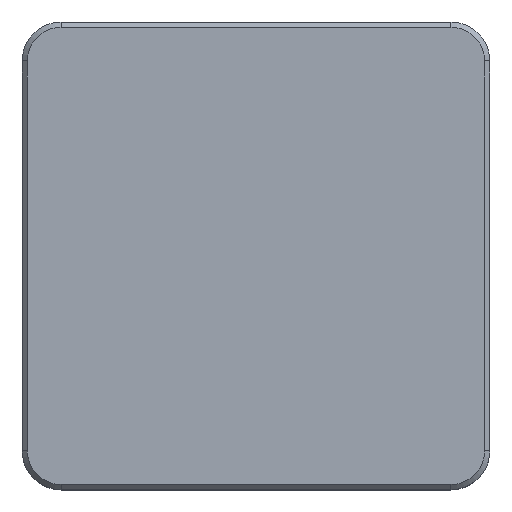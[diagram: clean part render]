
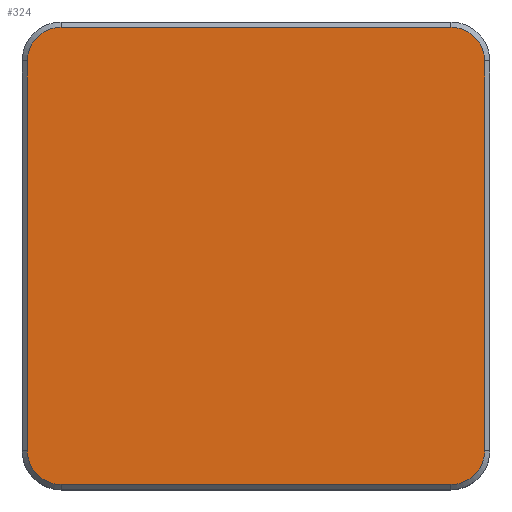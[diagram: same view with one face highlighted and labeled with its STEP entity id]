
A CAD part, top view. The second image highlights one B-rep face of the part: STEP entity #324.
In plain terms, the highlighted planar face has unit normal (0, 0, 1).
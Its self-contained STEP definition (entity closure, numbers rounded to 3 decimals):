
#95 = VERTEX_POINT('',#96);
#96 = CARTESIAN_POINT('',(-8.8,7.5,6.15));
#102 = EDGE_CURVE('',#95,#103,#105,.T.);
#103 = VERTEX_POINT('',#104);
#104 = CARTESIAN_POINT('',(-8.8,-7.5,6.15));
#105 = LINE('',#106,#107);
#106 = CARTESIAN_POINT('',(-8.8,7.5,6.15));
#107 = VECTOR('',#108,1.);
#108 = DIRECTION('',(0.,-1.,0.));
#304 = VERTEX_POINT('',#305);
#305 = CARTESIAN_POINT('',(-7.5,8.8,6.15));
#311 = EDGE_CURVE('',#304,#95,#312,.T.);
#312 = CIRCLE('',#313,1.3);
#313 = AXIS2_PLACEMENT_3D('',#314,#315,#316);
#314 = CARTESIAN_POINT('',(-7.5,7.5,6.15));
#315 = DIRECTION('',(0.,-0.,1.));
#316 = DIRECTION('',(0.,1.,0.));
#324 = ADVANCED_FACE('',(#325),#378,.T.);
#325 = FACE_BOUND('',#326,.T.);
#326 = EDGE_LOOP('',(#327,#337,#346,#354,#363,#369,#370,#371));
#327 = ORIENTED_EDGE('',*,*,#328,.T.);
#328 = EDGE_CURVE('',#329,#331,#333,.T.);
#329 = VERTEX_POINT('',#330);
#330 = CARTESIAN_POINT('',(-7.5,-8.8,6.15));
#331 = VERTEX_POINT('',#332);
#332 = CARTESIAN_POINT('',(7.5,-8.8,6.15));
#333 = LINE('',#334,#335);
#334 = CARTESIAN_POINT('',(-7.5,-8.8,6.15));
#335 = VECTOR('',#336,1.);
#336 = DIRECTION('',(1.,0.,0.));
#337 = ORIENTED_EDGE('',*,*,#338,.T.);
#338 = EDGE_CURVE('',#331,#339,#341,.T.);
#339 = VERTEX_POINT('',#340);
#340 = CARTESIAN_POINT('',(8.8,-7.5,6.15));
#341 = CIRCLE('',#342,1.3);
#342 = AXIS2_PLACEMENT_3D('',#343,#344,#345);
#343 = CARTESIAN_POINT('',(7.5,-7.5,6.15));
#344 = DIRECTION('',(-0.,0.,1.));
#345 = DIRECTION('',(0.,-1.,0.));
#346 = ORIENTED_EDGE('',*,*,#347,.T.);
#347 = EDGE_CURVE('',#339,#348,#350,.T.);
#348 = VERTEX_POINT('',#349);
#349 = CARTESIAN_POINT('',(8.8,7.5,6.15));
#350 = LINE('',#351,#352);
#351 = CARTESIAN_POINT('',(8.8,-7.5,6.15));
#352 = VECTOR('',#353,1.);
#353 = DIRECTION('',(0.,1.,0.));
#354 = ORIENTED_EDGE('',*,*,#355,.T.);
#355 = EDGE_CURVE('',#348,#356,#358,.T.);
#356 = VERTEX_POINT('',#357);
#357 = CARTESIAN_POINT('',(7.5,8.8,6.15));
#358 = CIRCLE('',#359,1.3);
#359 = AXIS2_PLACEMENT_3D('',#360,#361,#362);
#360 = CARTESIAN_POINT('',(7.5,7.5,6.15));
#361 = DIRECTION('',(0.,0.,1.));
#362 = DIRECTION('',(1.,0.,0.));
#363 = ORIENTED_EDGE('',*,*,#364,.T.);
#364 = EDGE_CURVE('',#356,#304,#365,.T.);
#365 = LINE('',#366,#367);
#366 = CARTESIAN_POINT('',(7.5,8.8,6.15));
#367 = VECTOR('',#368,1.);
#368 = DIRECTION('',(-1.,0.,0.));
#369 = ORIENTED_EDGE('',*,*,#311,.T.);
#370 = ORIENTED_EDGE('',*,*,#102,.T.);
#371 = ORIENTED_EDGE('',*,*,#372,.T.);
#372 = EDGE_CURVE('',#103,#329,#373,.T.);
#373 = CIRCLE('',#374,1.3);
#374 = AXIS2_PLACEMENT_3D('',#375,#376,#377);
#375 = CARTESIAN_POINT('',(-7.5,-7.5,6.15));
#376 = DIRECTION('',(0.,0.,1.));
#377 = DIRECTION('',(-1.,0.,0.));
#378 = PLANE('',#379);
#379 = AXIS2_PLACEMENT_3D('',#380,#381,#382);
#380 = CARTESIAN_POINT('',(0.,0.,6.15)
  );
#381 = DIRECTION('',(0.,0.,1.));
#382 = DIRECTION('',(1.,0.,0.));
